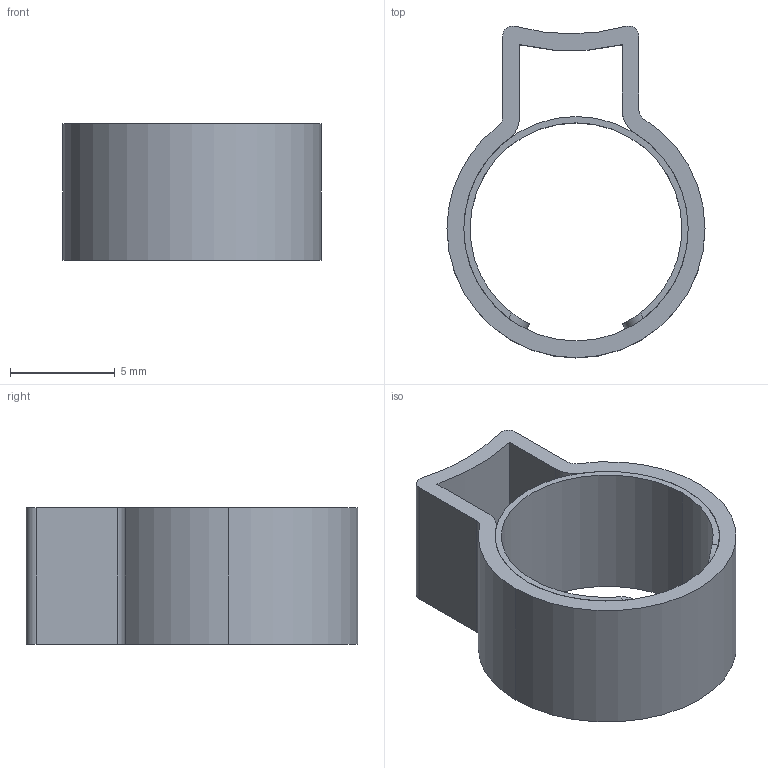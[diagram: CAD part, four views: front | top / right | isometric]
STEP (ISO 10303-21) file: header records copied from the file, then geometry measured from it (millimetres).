
FILE_DESCRIPTION (( 'STEP AP203' ), '1' );
FILE_NAME ('3D_R541_10-12_171784160.STEP', '2024-08-19T19:19:57', ( '' ), ( '' ), 'SwSTEP 2.0', 'SolidWorks 2024', '' );
FILE_SCHEMA (( 'CONFIG_CONTROL_DESIGN' ));
Length unit declared in the file: millimetre
Products named in the file (1): 3D_R541_10-12_171784160
Bounding box: 12.3 x 15.82 x 6.5 mm (x, y, z)
Volume: 283.7 mm3; surface area: 1024.1 mm2
Topology: 2 solids, 2 shells, 34 faces, 90 edges, 60 vertices
Faces by surface type: cylinder 24, plane 10
Entity records: 1209 total; most frequent: CARTESIAN_POINT 257, DIRECTION 192, ORIENTED_EDGE 180, EDGE_CURVE 90, AXIS2_PLACEMENT_3D 75, VERTEX_POINT 60, LINE 42, VECTOR 42
